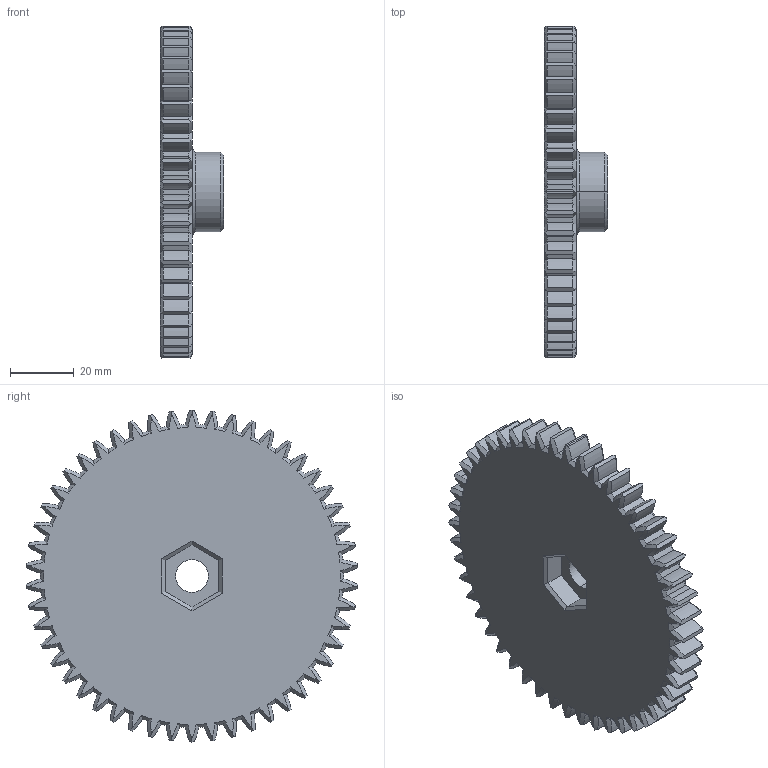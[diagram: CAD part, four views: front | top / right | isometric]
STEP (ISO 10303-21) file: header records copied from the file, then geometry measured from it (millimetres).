
FILE_DESCRIPTION (( 'STEP AP203' ), '1' );
FILE_NAME ('Gear m2 z50.STEP', '2021-07-31T11:50:25', ( '' ), ( '' ), 'SwSTEP 2.0', 'SolidWorks 2020', '' );
FILE_SCHEMA (( 'CONFIG_CONTROL_DESIGN' ));
Length unit declared in the file: millimetre
Products named in the file (1): Gear m2 z50
Bounding box: 20 x 103.87 x 104 mm (x, y, z)
Volume: 79040.2 mm3; surface area: 22439.6 mm2
Topology: 1 solids, 1 shells, 539 faces, 1391 edges, 856 vertices
Faces by surface type: cone 316, cylinder 207, plane 16
Entity records: 16992 total; most frequent: CARTESIAN_POINT 4323, ORIENTED_EDGE 2782, DIRECTION 2585, EDGE_CURVE 1391, AXIS2_PLACEMENT_3D 1166, VERTEX_POINT 856, CIRCLE 626, EDGE_LOOP 543
